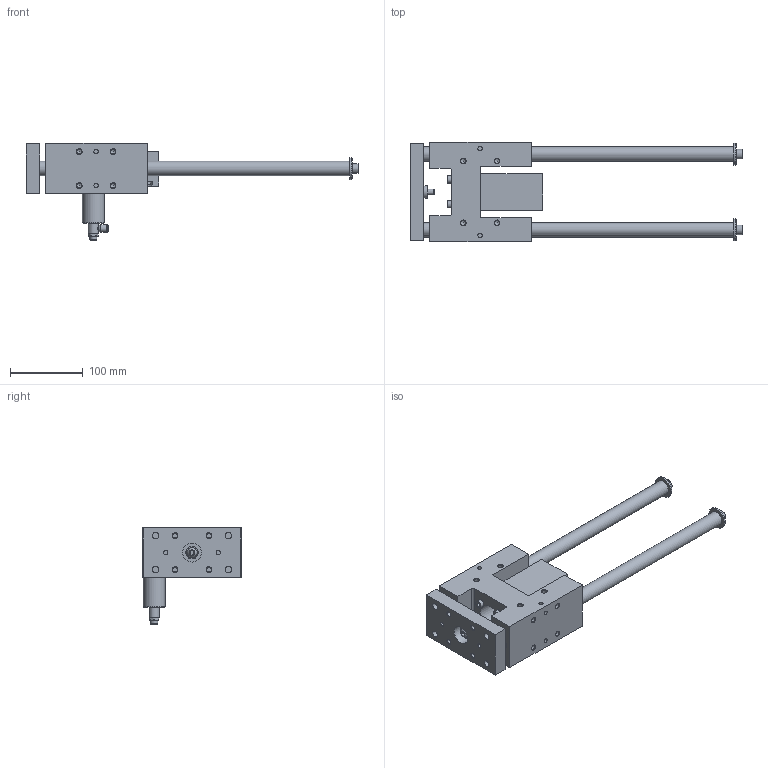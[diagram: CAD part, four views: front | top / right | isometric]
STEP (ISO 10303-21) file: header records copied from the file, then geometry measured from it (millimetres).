
FILE_DESCRIPTION( ( 'STEP AP214' ), '1' );
FILE_NAME( '3265294.step', '2006-07-07T14:25:58', ( ' ' ), ( ' ' ), 'XStep 1.0', ' ', ' ' );
FILE_SCHEMA( ( 'automotive_design' ) );
Length unit declared in the file: metre
Products named in the file (2): 1; 2
Bounding box: 456 x 137 x 134.16 mm (x, y, z)
Volume: 1276474.6 mm3; surface area: 230696.6 mm2
Topology: 2 solids, 12 shells, 448 faces, 1035 edges, 682 vertices
Faces by surface type: plane 219, cylinder 156, cone 65, sphere 4, torus 4
Full cylindrical faces by diameter (mm): 3.242 x6, 3.5 x1, 4 x6, 4.134 x4, 4.5 x4, 4.918 x6, 6 x15, 6.5 x3, 6.647 x28, 7 x3, 7.2 x1, 8 x3, 8.2 x12, 9 x4, 9.9 x1, 10 x4, 10.5 x2, 13 x2, 14 x1, 15 x4, 17 x2, 20 x5, 26 x1, 30 x3
Entity records: 15453 total; most frequent: CARTESIAN_POINT 2635, DIRECTION 1960, ORIENTED_EDGE 1520, AXIS2_PLACEMENT_3D 797, EDGE_CURVE 760, EDGE_LOOP 736, VERTEX_POINT 608, FACE_OUTER_BOUND 574
